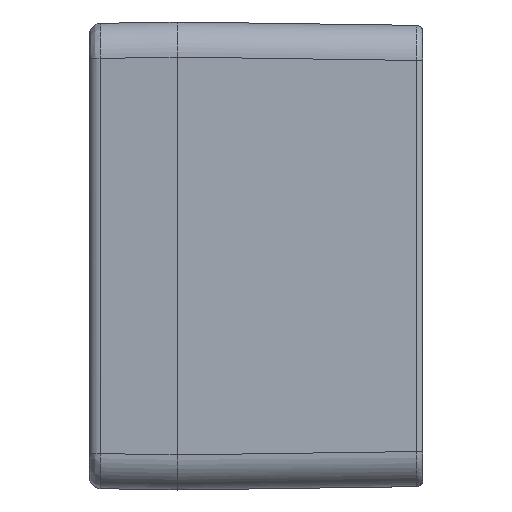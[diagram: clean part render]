
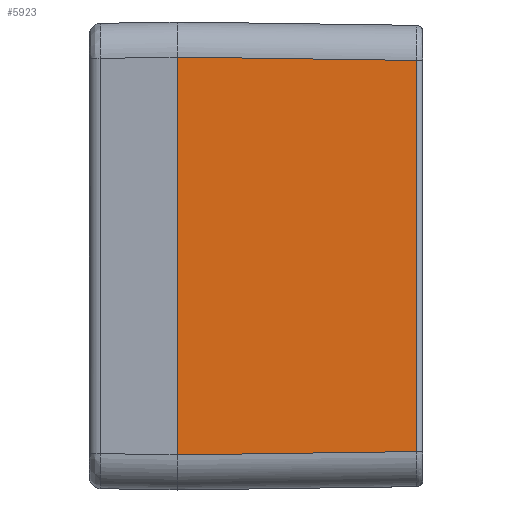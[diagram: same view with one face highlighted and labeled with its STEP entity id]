
A CAD part, left-side view. The second image highlights one B-rep face of the part: STEP entity #5923.
In plain terms, the highlighted planar face has unit normal (-1, -0.014, 0).
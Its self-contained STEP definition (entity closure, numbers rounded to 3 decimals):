
#41 = CARTESIAN_POINT ( 'NONE',  ( -124.427, 0.986, -33.428 ) ) ;
#1230 = CARTESIAN_POINT ( 'NONE',  ( -124.427, 0.986, 11.143 ) ) ;
#1525 = CARTESIAN_POINT ( 'NONE',  ( -125., 42., -44.465 ) ) ;
#1760 = VERTEX_POINT ( 'NONE', #3033 ) ;
#1813 = DIRECTION ( 'NONE',  ( 0., 0., 1. ) ) ;
#2047 = VERTEX_POINT ( 'NONE', #41 ) ;
#2196 = ORIENTED_EDGE ( 'NONE', *, *, #8631, .F. ) ;
#2255 = EDGE_LOOP ( 'NONE', ( #2196, #17472, #8130, #2430 ) ) ;
#2389 = CARTESIAN_POINT ( 'NONE',  ( -124.427, 0.986, -33.428 ) ) ;
#2430 = ORIENTED_EDGE ( 'NONE', *, *, #9089, .F. ) ;
#3033 = CARTESIAN_POINT ( 'NONE',  ( -124.427, 0.986, 33.428 ) ) ;
#4213 = CARTESIAN_POINT ( 'NONE',  ( -124.427, 0.986, -33.428 ) ) ;
#5567 = CARTESIAN_POINT ( 'NONE',  ( -124.809, 28.329, -33.81 ) ) ;
#5923 = ADVANCED_FACE ( 'NONE', ( #6763 ), #13810, .T. ) ;
#6763 = FACE_OUTER_BOUND ( 'NONE', #2255, .T. ) ;
#7124 = CARTESIAN_POINT ( 'NONE',  ( -125., 42., -34.001 ) ) ;
#7853 = B_SPLINE_CURVE_WITH_KNOTS ( 'NONE', 3,
 ( #12437, #5567, #11071, #4213 ),
 .UNSPECIFIED., .F., .F.,
 ( 4, 4 ),
 ( 0., 1. ),
 .UNSPECIFIED. ) ;
#8130 = ORIENTED_EDGE ( 'NONE', *, *, #9767, .T. ) ;
#8401 = LINE ( 'NONE', #7124, #13429 ) ;
#8631 = EDGE_CURVE ( 'NONE', #12789, #1760, #13960, .T. ) ;
#9089 = EDGE_CURVE ( 'NONE', #1760, #2047, #17202, .T. ) ;
#9767 = EDGE_CURVE ( 'NONE', #12389, #2047, #7853, .T. ) ;
#10288 = CARTESIAN_POINT ( 'NONE',  ( -125., 42., 34.001 ) ) ;
#10696 = CARTESIAN_POINT ( 'NONE',  ( -124.427, 0.986, 33.428 ) ) ;
#11071 = CARTESIAN_POINT ( 'NONE',  ( -124.618, 14.657, -33.619 ) ) ;
#11899 = CARTESIAN_POINT ( 'NONE',  ( -124.809, 28.329, 33.81 ) ) ;
#12389 = VERTEX_POINT ( 'NONE', #16472 ) ;
#12437 = CARTESIAN_POINT ( 'NONE',  ( -125., 42., -34.001 ) ) ;
#12452 = DIRECTION ( 'NONE',  ( -1., -0.014, 0. ) ) ;
#12624 = DIRECTION ( 'NONE',  ( -0.014, 1., 0. ) ) ;
#12661 = AXIS2_PLACEMENT_3D ( 'NONE', #1525, #12452, #12624 ) ;
#12789 = VERTEX_POINT ( 'NONE', #13540 ) ;
#13350 = CARTESIAN_POINT ( 'NONE',  ( -124.427, 0.986, 33.428 ) ) ;
#13429 = VECTOR ( 'NONE', #1813, 1000. ) ;
#13540 = CARTESIAN_POINT ( 'NONE',  ( -125., 42., 34.001 ) ) ;
#13605 = CARTESIAN_POINT ( 'NONE',  ( -124.427, 0.986, -11.143 ) ) ;
#13810 = PLANE ( 'NONE',  #12661 ) ;
#13960 = B_SPLINE_CURVE_WITH_KNOTS ( 'NONE', 3,
 ( #10288, #11899, #17159, #13350 ),
 .UNSPECIFIED., .F., .F.,
 ( 4, 4 ),
 ( 0., 1. ),
 .UNSPECIFIED. ) ;
#16472 = CARTESIAN_POINT ( 'NONE',  ( -125., 42., -34.001 ) ) ;
#17159 = CARTESIAN_POINT ( 'NONE',  ( -124.618, 14.657, 33.619 ) ) ;
#17202 = B_SPLINE_CURVE_WITH_KNOTS ( 'NONE', 3,
 ( #10696, #1230, #13605, #2389 ),
 .UNSPECIFIED., .F., .F.,
 ( 4, 4 ),
 ( 0., 1. ),
 .UNSPECIFIED. ) ;
#17472 = ORIENTED_EDGE ( 'NONE', *, *, #17800, .F. ) ;
#17800 = EDGE_CURVE ( 'NONE', #12389, #12789, #8401, .T. ) ;
